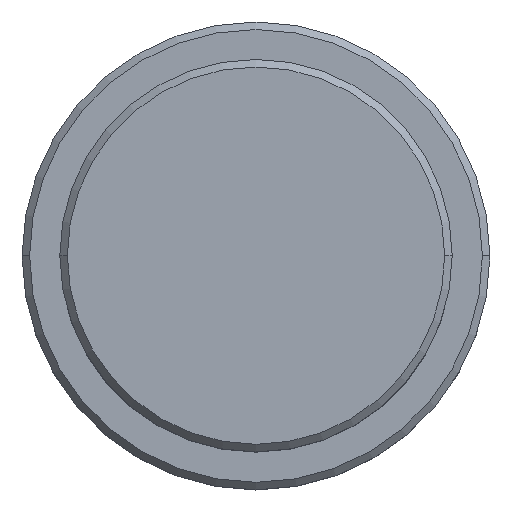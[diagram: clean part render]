
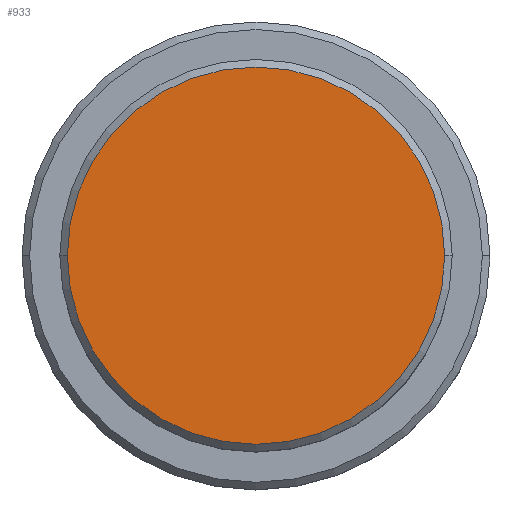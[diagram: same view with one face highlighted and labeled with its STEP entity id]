
A CAD part, top view. The second image highlights one B-rep face of the part: STEP entity #933.
In plain terms, the highlighted planar face has unit normal (0, 0, 1).
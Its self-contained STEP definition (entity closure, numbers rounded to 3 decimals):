
#33 = ORIENTED_EDGE ( 'NONE', *, *, #1143, .T. ) ;
#67 = ORIENTED_EDGE ( 'NONE', *, *, #327, .T. ) ;
#77 = DIRECTION ( 'NONE',  ( 1., 0., 0. ) ) ;
#137 = CARTESIAN_POINT ( 'NONE',  ( 0., 0., 0. ) ) ;
#164 = DIRECTION ( 'NONE',  ( 0., 0., 1. ) ) ;
#318 = AXIS2_PLACEMENT_3D ( 'NONE', #1080, #1173, #77 ) ;
#327 = EDGE_CURVE ( 'NONE', #1018, #354, #824, .T. ) ;
#354 = VERTEX_POINT ( 'NONE', #454 ) ;
#446 = DIRECTION ( 'NONE',  ( 0., 0., 1. ) ) ;
#454 = CARTESIAN_POINT ( 'NONE',  ( 12.5, 0., 0. ) ) ;
#476 = DIRECTION ( 'NONE',  ( 1., 0., 0. ) ) ;
#563 = CARTESIAN_POINT ( 'NONE',  ( 0., 0., 0. ) ) ;
#607 = AXIS2_PLACEMENT_3D ( 'NONE', #563, #446, #1009 ) ;
#608 = PLANE ( 'NONE',  #318 ) ;
#729 = FACE_OUTER_BOUND ( 'NONE', #812, .T. ) ;
#806 = AXIS2_PLACEMENT_3D ( 'NONE', #137, #164, #476 ) ;
#812 = EDGE_LOOP ( 'NONE', ( #67, #33 ) ) ;
#824 = CIRCLE ( 'NONE', #806, 12.5 ) ;
#835 = CARTESIAN_POINT ( 'NONE',  ( -12.5, 0., 0. ) ) ;
#933 = ADVANCED_FACE ( 'NONE', ( #729 ), #608, .T. ) ;
#1009 = DIRECTION ( 'NONE',  ( 1., 0., 0. ) ) ;
#1018 = VERTEX_POINT ( 'NONE', #835 ) ;
#1080 = CARTESIAN_POINT ( 'NONE',  ( 0., 0., 0. ) ) ;
#1143 = EDGE_CURVE ( 'NONE', #354, #1018, #1226, .T. ) ;
#1173 = DIRECTION ( 'NONE',  ( 0., 0., 1. ) ) ;
#1226 = CIRCLE ( 'NONE', #607, 12.5 ) ;
